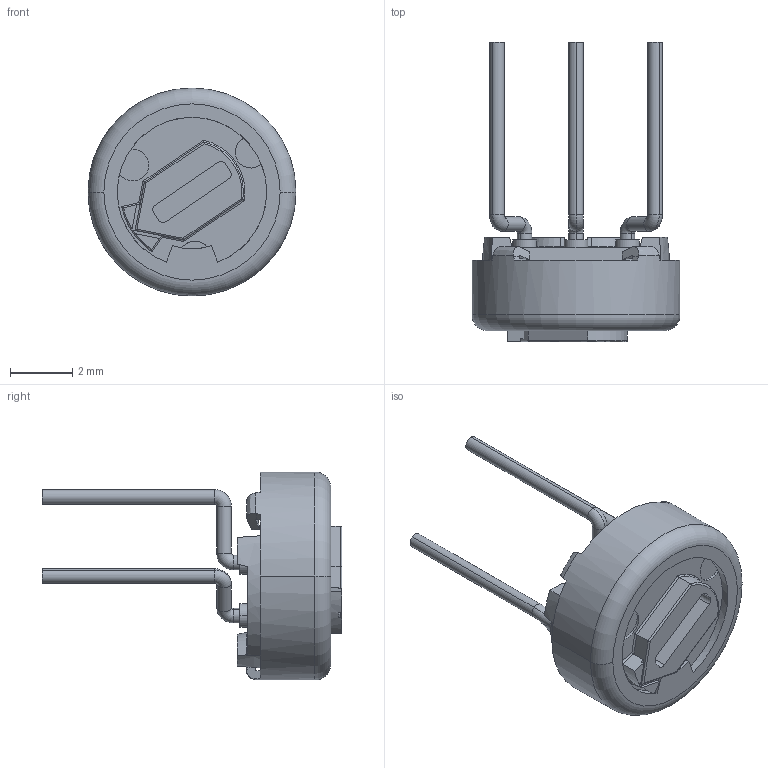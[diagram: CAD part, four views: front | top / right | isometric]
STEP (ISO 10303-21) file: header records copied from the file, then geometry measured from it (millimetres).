
FILE_DESCRIPTION((''),'2;1');
FILE_NAME('82M_SW0001','2017-09-28T13:30:19',('bmozley'),(''),'CREO PARAMETRIC BY PTC INC, 2017110','CREO PARAMETRIC BY PTC INC, 2017110','');
FILE_SCHEMA(('CONFIG_CONTROL_DESIGN'));
Length unit declared in the file: inch
Products named in the file (1): 82M_SW0001
Bounding box: 6.68 x 9.63 x 6.68 mm (x, y, z)
Volume: 89.5 mm3; surface area: 216.2 mm2
Topology: 1 solids, 1 shells, 182 faces, 468 edges, 296 vertices
Faces by surface type: plane 83, cylinder 57, torus 23, bspline 10, cone 9
Entity records: 6060 total; most frequent: CARTESIAN_POINT 1647, ORIENTED_EDGE 936, DIRECTION 904, EDGE_CURVE 468, AXIS2_PLACEMENT_3D 357, VERTEX_POINT 296, EDGE_LOOP 196, VECTOR 190
